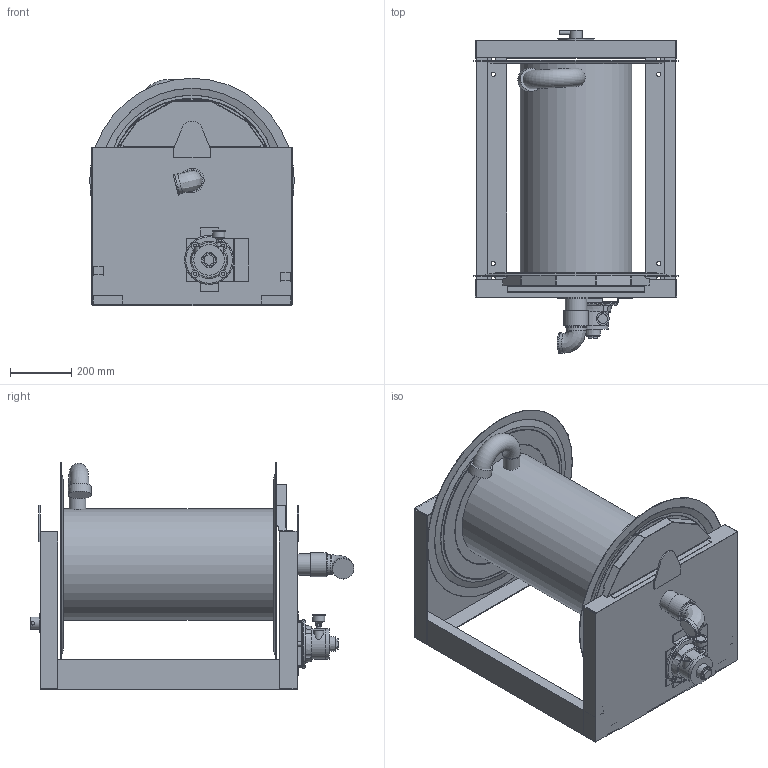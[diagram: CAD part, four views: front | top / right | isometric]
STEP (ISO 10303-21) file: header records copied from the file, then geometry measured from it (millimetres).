
FILE_DESCRIPTION(/* description */ ('Unknown'),/* implementation_level */ '2;1');
FILE_NAME(/* name */ '7771901.100',/* time_stamp */ '2017-03-24T14:29:09+01:00',/* author */ ('Unknown'),/* organization */ ('Unknown'),/* preprocessor_version */ 'ST-DEVELOPER v16.7',/* originating_system */ 'DEX',/* authorisation */ $);
FILE_SCHEMA (('AUTOMOTIVE_DESIGN {1 0 10303 214 3 1 1}'));
Length unit declared in the file: millimetre
Products named in the file (20): 7771901.100; G626; B1467; B1099; S650; G388; KG234; G584; B1485; B1487; G372; G339; G167; S591; B1114; G373; G374; G436; G631; G624
Assembly tree (21 placements, depth 2):
  7771901.100
    G626
    B1467
    B1099
    S650
    G388
    KG234
    G584
    B1485
    B1487
    G372
    G339  x2
    G167
    S591
    B1114
    G373
    G374
    G436  x2
    G631
    G624
Bounding box: 670.7 x 1060.58 x 745.36 mm (x, y, z)
Volume: 80953722.2 mm3; surface area: 5846809.9 mm2
Topology: 21 solids, 21 shells, 421 faces, 1024 edges, 671 vertices
Faces by surface type: plane 292, cylinder 78, cone 25, bspline 21, torus 4, sphere 1
Full cylindrical faces by diameter (mm): 4.134 x1, 10 x4, 12 x1, 13.5 x1, 14 x9, 20 x1, 24 x4, 32 x1, 40 x3, 43 x1, 55 x1, 65 x2, 70 x3, 75 x1, 79.5 x1, 99.5 x1, 100 x1, 103 x1, 110 x1, 160 x1, 366 x1, 670.695 x2
Entity records: 15053 total; most frequent: CARTESIAN_POINT 4834, DIRECTION 1808, ORIENTED_EDGE 1790, EDGE_CURVE 895, VERTEX_POINT 617, LINE 608, VECTOR 608, AXIS2_PLACEMENT_3D 600
